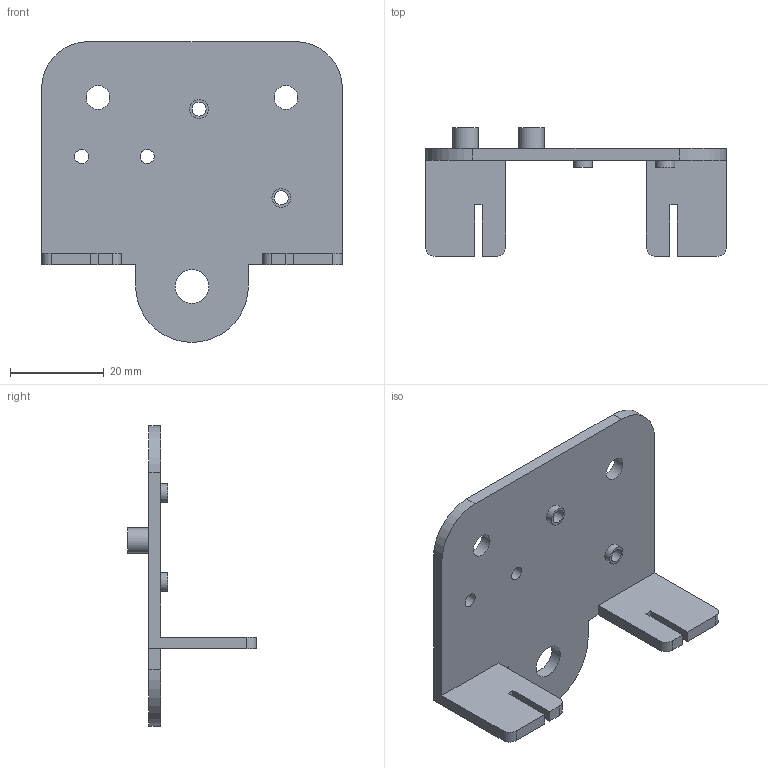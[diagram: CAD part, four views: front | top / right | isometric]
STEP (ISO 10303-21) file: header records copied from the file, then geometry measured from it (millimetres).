
FILE_DESCRIPTION(('HOOPS Exchange Step'),'2;1');
FILE_NAME('temp_export','2024-12-10T11:08:10+11:00',('mobile'),('Shapr3D Limited'),'HOOPS Exchange 2024.6','Shapr3D','Authorized');
FILE_SCHEMA( ('AP242_MANAGED_MODEL_BASED_3D_ENGINEERING_MIM_LF {1 0 10303 442 1 1 4 }') );
Length unit declared in the file: millimetre
Products named in the file (1): 文件夹 333
Bounding box: 64 x 27.4 x 64 mm (x, y, z)
Volume: 9859.4 mm3; surface area: 9191.4 mm2
Topology: 1 solids, 1 shells, 45 faces, 117 edges, 78 vertices
Faces by surface type: plane 27, cylinder 18
Full cylindrical faces by diameter (mm): 3 x4, 4 x2, 5 x2, 5.4 x2, 7.2 x1
Entity records: 1451 total; most frequent: DIRECTION 247, CARTESIAN_POINT 242, ORIENTED_EDGE 234, EDGE_CURVE 117, AXIS2_PLACEMENT_3D 83, VECTOR 81, LINE 81, VERTEX_POINT 78
